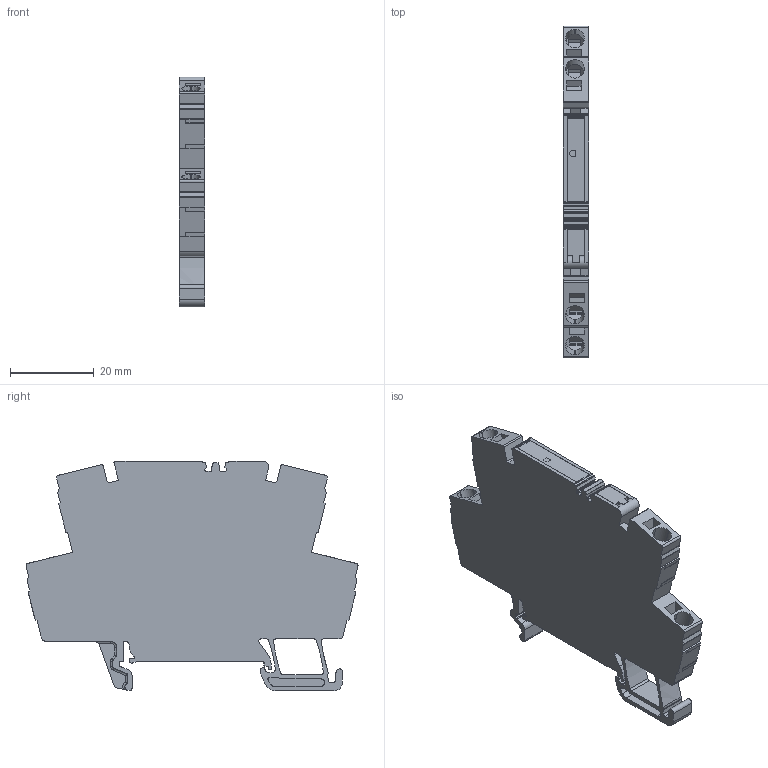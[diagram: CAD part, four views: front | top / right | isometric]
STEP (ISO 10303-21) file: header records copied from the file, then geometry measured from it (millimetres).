
FILE_DESCRIPTION(('CATIA V5R24 STEP','CAx-IF Rec.Pracs.--- Model Styling and Organization---1.2---2011-12-15'),'2;1');
FILE_NAME ('6582512_4_8951290000_S3D_TOP_XXX.stp','2017-08-31T07:48:36+00:00',('none'),('Weidmueller'),'CATIA Version 5-6 Release 2014 SP4','CATIA V5 STEP AP214','none');
FILE_SCHEMA(('AUTOMOTIVE_DESIGN { 1 0 10303 214 1 1 1 1 }'));
Length unit declared in the file: millimetre
Products named in the file (1): S3D_TOP_XXX.CATPart
Bounding box: 6.1 x 79.42 x 55 mm (x, y, z)
Volume: 18323.7 mm3; surface area: 9964.2 mm2
Topology: 3 solids, 3 shells, 486 faces, 1435 edges, 960 vertices
Faces by surface type: plane 316, cylinder 142, cone 11, torus 8, bspline 5, sphere 4
Entity records: 16468 total; most frequent: CARTESIAN_POINT 3457, ORIENTED_EDGE 2858, DIRECTION 2150, EDGE_CURVE 1429, VECTOR 1057, LINE 1057, VERTEX_POINT 960, AXIS2_PLACEMENT_3D 694
